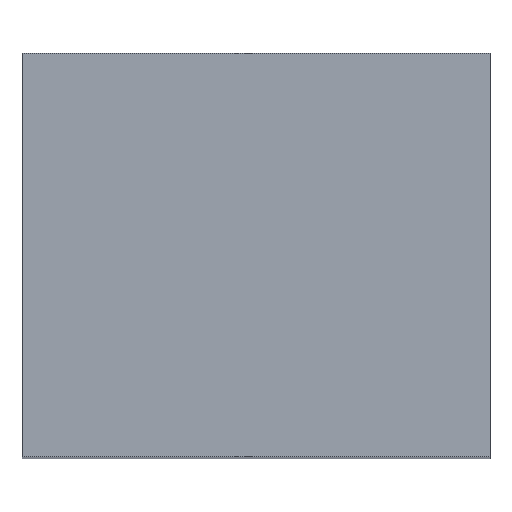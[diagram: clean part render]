
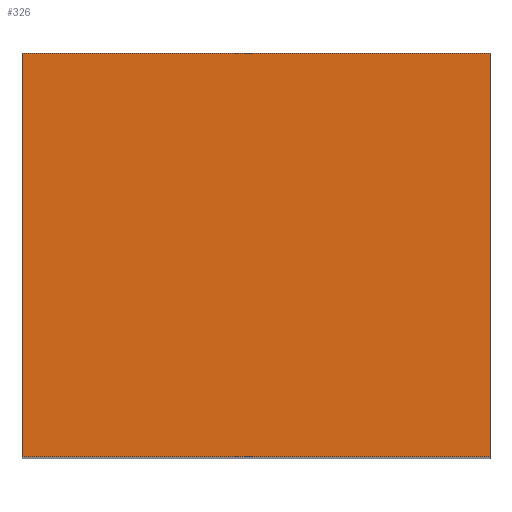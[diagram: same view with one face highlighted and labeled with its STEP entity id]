
A CAD part, top view. The second image highlights one B-rep face of the part: STEP entity #326.
In plain terms, the highlighted planar face has unit normal (0, 0, 1).
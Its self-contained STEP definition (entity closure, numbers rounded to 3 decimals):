
#62=FACE_OUTER_BOUND('',#82,.T.);
#82=EDGE_LOOP('',(#288,#289,#290,#291));
#93=LINE('',#491,#123);
#111=LINE('',#542,#141);
#114=LINE('',#547,#144);
#115=LINE('',#549,#145);
#123=VECTOR('',#401,10.);
#141=VECTOR('',#451,10.);
#144=VECTOR('',#458,10.);
#145=VECTOR('',#461,10.);
#155=VERTEX_POINT('',#488);
#156=VERTEX_POINT('',#490);
#170=VERTEX_POINT('',#535);
#173=VERTEX_POINT('',#540);
#185=EDGE_CURVE('',#155,#156,#93,.T.);
#211=EDGE_CURVE('',#173,#170,#111,.T.);
#214=EDGE_CURVE('',#173,#156,#114,.T.);
#215=EDGE_CURVE('',#170,#155,#115,.T.);
#288=ORIENTED_EDGE('',*,*,#214,.T.);
#289=ORIENTED_EDGE('',*,*,#185,.F.);
#290=ORIENTED_EDGE('',*,*,#215,.F.);
#291=ORIENTED_EDGE('',*,*,#211,.F.);
#310=PLANE('',#374);
#326=ADVANCED_FACE('',(#62),#310,.T.);
#374=AXIS2_PLACEMENT_3D('',#548,#459,#460);
#401=DIRECTION('',(1.,0.,0.));
#451=DIRECTION('',(-1.,0.,0.));
#458=DIRECTION('',(0.,1.,0.));
#459=DIRECTION('center_axis',(0.,0.,1.));
#460=DIRECTION('ref_axis',(1.,0.,0.));
#461=DIRECTION('',(0.,1.,0.));
#488=CARTESIAN_POINT('',(-12.,6.9,24.5));
#490=CARTESIAN_POINT('',(12.,6.9,24.5));
#491=CARTESIAN_POINT('',(-12.,6.9,24.5));
#535=CARTESIAN_POINT('',(-12.,-13.8,24.5));
#540=CARTESIAN_POINT('',(12.,-13.8,24.5));
#542=CARTESIAN_POINT('',(-12.,-13.8,24.5));
#547=CARTESIAN_POINT('',(12.,0.,24.5));
#548=CARTESIAN_POINT('Origin',(-12.,0.,24.5));
#549=CARTESIAN_POINT('',(-12.,0.,24.5));
